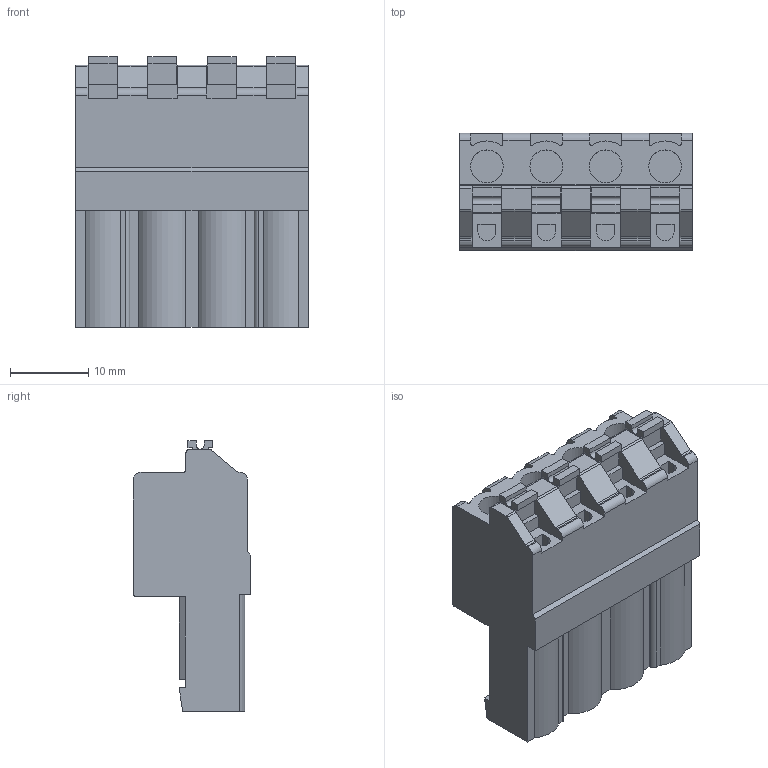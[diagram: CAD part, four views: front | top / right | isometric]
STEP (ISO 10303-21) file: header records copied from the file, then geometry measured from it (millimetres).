
FILE_DESCRIPTION(('CATIA V5 STEP Exchange','CAx-IF Rec.Pracs.--- Model Styling and Organization---1.2---2011-12-15'),'2;1');
FILE_NAME ('D1447602_0_1043610000_1043610000.stp','2018-11-20T05:04:48+00:00',('none'),('Weidmueller'),'CATIA Version 5-6 Release 2014','CATIA V5 STEP AP214','none');
FILE_SCHEMA(('AUTOMOTIVE_DESIGN { 1 0 10303 214 1 1 1 1 }'));
Length unit declared in the file: millimetre
Products named in the file (1): 1043610000
Bounding box: 29.86 x 15.05 x 34.73 mm (x, y, z)
Volume: 8144.1 mm3; surface area: 6415.4 mm2
Topology: 9 solids, 9 shells, 436 faces, 1212 edges, 806 vertices
Faces by surface type: plane 355, cylinder 81
Entity records: 12713 total; most frequent: ORIENTED_EDGE 2424, CARTESIAN_POINT 2259, DIRECTION 1692, EDGE_CURVE 1212, VECTOR 1046, LINE 1046, VERTEX_POINT 806, EDGE_LOOP 456
